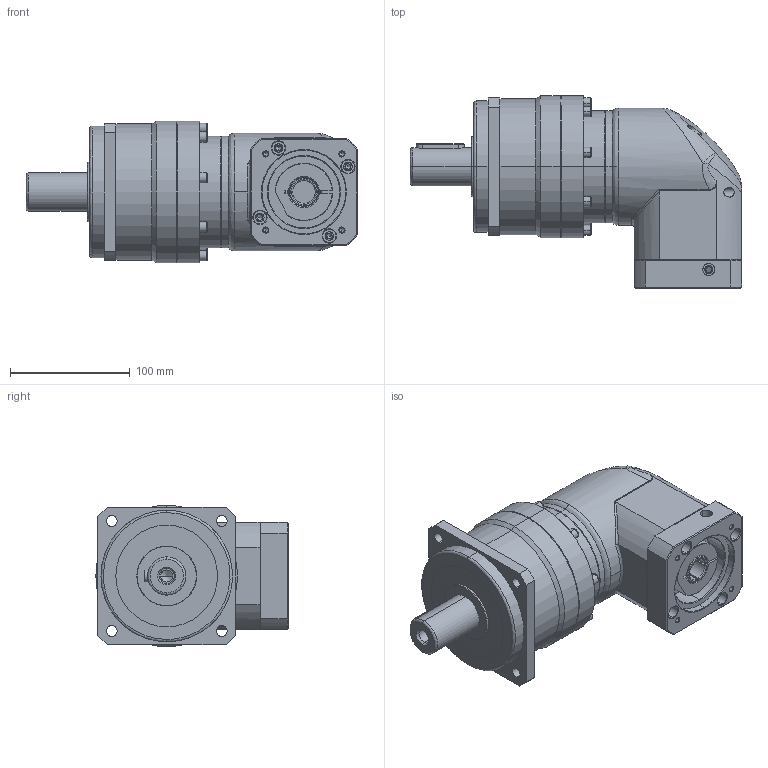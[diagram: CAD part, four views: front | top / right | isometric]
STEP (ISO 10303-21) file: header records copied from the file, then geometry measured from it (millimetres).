
FILE_DESCRIPTION (( 'STEP AP214' ), '1' );
FILE_NAME ('PBL115-L2-19-70-90-M5-M6.STEP', '2024-01-06T02:12:57', ( 'admin' ), ( '' ), 'SwSTEP 2.0', 'SolidWorks 2013', '' );
FILE_SCHEMA (( 'AUTOMOTIVE_DESIGN' ));
Length unit declared in the file: millimetre
Products named in the file (6): PBL115-L2-19-70-90-M5-M6; SDL090-19; SBL090_X2_8F9351658F7495017D2773AF_X0_-19; PB115_X2_4E007EA79F7F570863A5_X0_090; PB115_X2_8F9351FA7AEF_X0_; SBL090_X2_6CD55170_X0_-70-90M5
Assembly tree (5 placements, depth 2):
  PBL115-L2-19-70-90-M5-M6
    SDL090-19
    SBL090_X2_8F9351658F7495017D2773AF_X0_-19
    PB115_X2_4E007EA79F7F570863A5_X0_090
    PB115_X2_8F9351FA7AEF_X0_
    SBL090_X2_6CD55170_X0_-70-90M5
Bounding box: 277.1 x 160.75 x 118.5 mm (x, y, z)
Volume: 2186366.7 mm3; surface area: 226731.8 mm2
Topology: 5 solids, 8 shells, 556 faces, 1373 edges, 845 vertices
Faces by surface type: cylinder 226, plane 177, cone 112, bspline 39, torus 2
Entity records: 25583 total; most frequent: CARTESIAN_POINT 6280, DIRECTION 2765, ORIENTED_EDGE 2630, EDGE_CURVE 1315, AXIS2_PLACEMENT_3D 1074, VERTEX_POINT 845, EDGE_LOOP 666, VECTOR 617
